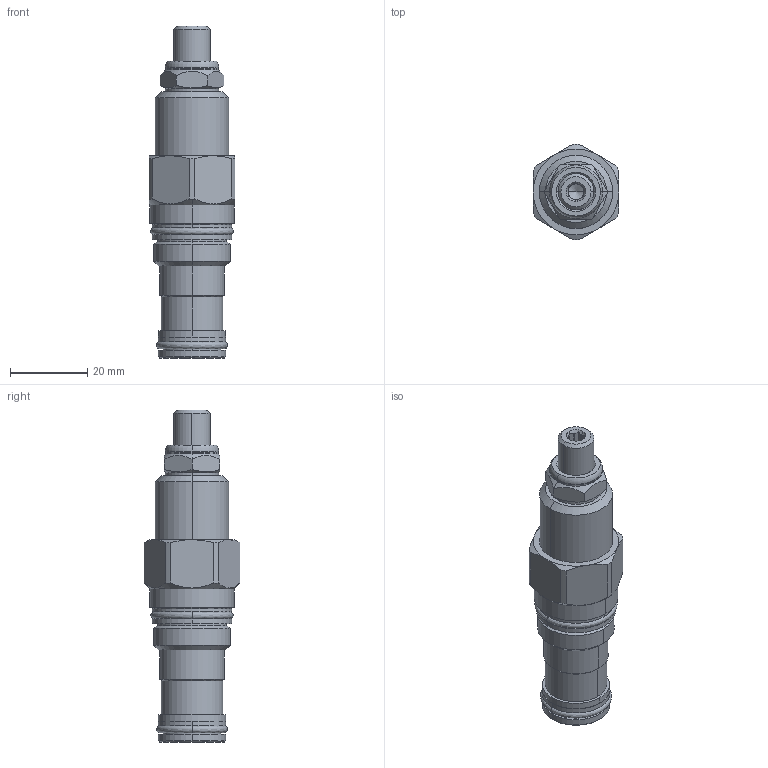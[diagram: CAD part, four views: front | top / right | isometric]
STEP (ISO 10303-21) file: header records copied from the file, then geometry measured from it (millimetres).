
FILE_DESCRIPTION((''),'2;1');
FILE_NAME('NCCD-LCN_PRT','2013-06-04T',('Administrator'),(''),'PRO/ENGINEER BY PARAMETRIC TECHNOLOGY CORPORATION, 2006240','PRO/ENGINEER BY PARAMETRIC TECHNOLOGY CORPORATION, 2006240','');
FILE_SCHEMA(('CONFIG_CONTROL_DESIGN'));
Length unit declared in the file: inch
Products named in the file (1): NCCD-LCN_PRT
Bounding box: 22.23 x 24.84 x 86.01 mm (x, y, z)
Volume: 21908.6 mm3; surface area: 7494.7 mm2
Topology: 3 solids, 4 shells, 170 faces, 380 edges, 227 vertices
Faces by surface type: cylinder 54, cone 50, plane 48, torus 10, revolution 8
Entity records: 5498 total; most frequent: CARTESIAN_POINT 1661, DIRECTION 832, ORIENTED_EDGE 756, EDGE_CURVE 378, AXIS2_PLACEMENT_3D 342, VERTEX_POINT 227, EDGE_LOOP 187, CIRCLE 180
